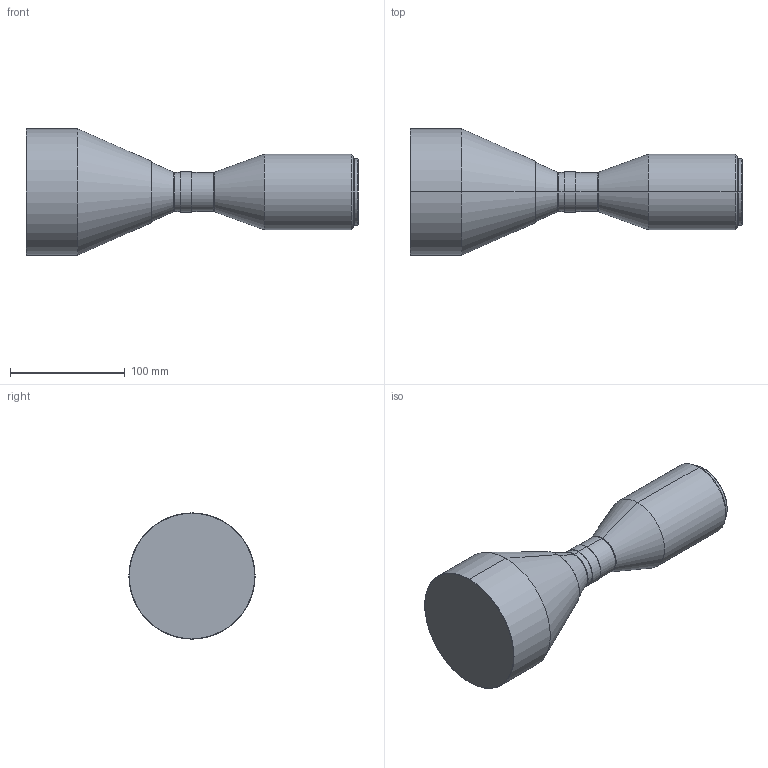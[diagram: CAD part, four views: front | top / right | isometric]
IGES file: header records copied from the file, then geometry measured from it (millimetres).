
Start section: SolidWorks IGES file using analytic representation for surfaces
Global section: file name: DTCM71M-80H-M58-AL SW芞.IGS; native system: SolidWorks 2017; preprocessor: SolidWorks 2017; author: Administrator; date: 191119.151051; units: millimetre
Bounding box: 289.2 x 110 x 110 mm (x, y, z)
Surface area: 77390.8 mm2 (no closed solid volume)
Topology: 0 solids, 0 shells, 37 faces, 888 edges, 888 vertices
Faces by surface type: revolution 26, bspline 11
